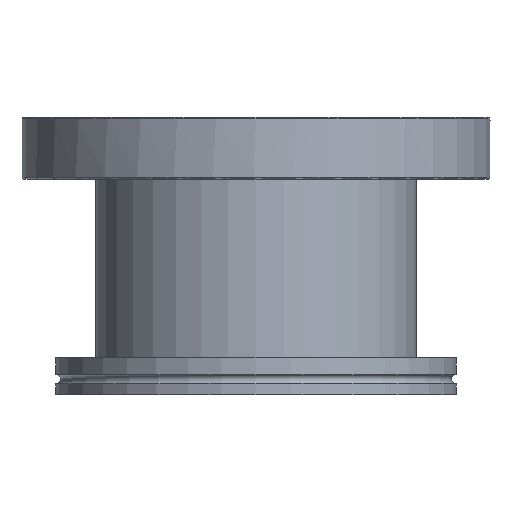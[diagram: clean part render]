
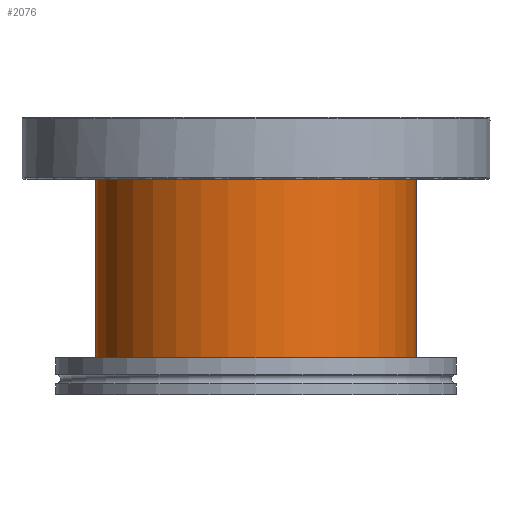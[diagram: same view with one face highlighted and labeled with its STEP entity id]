
A CAD part, front view. The second image highlights one B-rep face of the part: STEP entity #2076.
In plain terms, the highlighted cylindrical face has radius 52 mm (diameter 104 mm), a full revolution.
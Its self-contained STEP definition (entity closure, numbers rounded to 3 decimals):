
#2014=CARTESIAN_POINT('',(-52.0,0.,427.5));
#2015=VERTEX_POINT('',#2014);
#2016=CARTESIAN_POINT('',(0.,0.,427.5));
#2017=DIRECTION('',(0.0,0.0,1.0));
#2018=DIRECTION('',(-1.0,0.0,0.0));
#2019=AXIS2_PLACEMENT_3D('',#2016,#2017,#2018);
#2020=CIRCLE('',#2019,52.0);
#2021=EDGE_CURVE('',#2015,#2015,#2020,.T.);
#2057=CARTESIAN_POINT('',(0.,0.,0.0));
#2058=DIRECTION('',(0.0,0.0,1.0));
#2059=DIRECTION('',(-1.0,0.0,0.0));
#2060=AXIS2_PLACEMENT_3D('',#2057,#2058,#2059);
#2061=CYLINDRICAL_SURFACE('',#2060,52.0);
#2062=ORIENTED_EDGE('',*,*,#2021,.T.);
#2063=EDGE_LOOP('',(#2062));
#2064=FACE_OUTER_BOUND('',#2063,.T.);
#2065=CARTESIAN_POINT('',(52.0,0.,500.0));
#2066=VERTEX_POINT('',#2065);
#2067=CARTESIAN_POINT('',(0.,0.,500.0));
#2068=DIRECTION('',(0.0,0.0,-1.0));
#2069=DIRECTION('',(-1.0,0.0,0.0));
#2070=AXIS2_PLACEMENT_3D('',#2067,#2068,#2069);
#2071=CIRCLE('',#2070,52.0);
#2072=EDGE_CURVE('',#2066,#2066,#2071,.T.);
#2073=ORIENTED_EDGE('',*,*,#2072,.T.);
#2074=EDGE_LOOP('',(#2073));
#2075=FACE_BOUND('',#2074,.T.);
#2076=ADVANCED_FACE('',(#2064,#2075),#2061,.T.);
